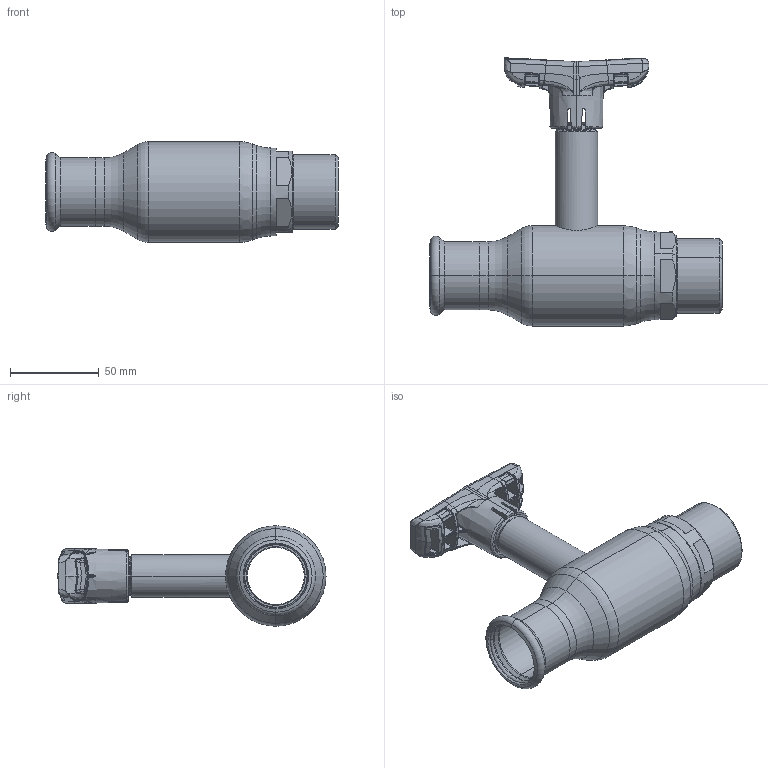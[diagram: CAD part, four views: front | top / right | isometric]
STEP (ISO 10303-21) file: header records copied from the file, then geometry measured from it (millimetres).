
FILE_DESCRIPTION (( 'STEP AP214' ), '1' );
FILE_NAME ('1032001201-1400.step', '2024-01-16T11:07:43', ( '' ), ( '' ), 'SwSTEP 2.0', 'SolidWorks 2021', '' );
FILE_SCHEMA (( 'AUTOMOTIVE_DESIGN' ));
Length unit declared in the file: millimetre
Products named in the file (1): 1032001201-1400
Bounding box: 164.5 x 150.78 x 56.5 mm (x, y, z)
Surface area: 53495.3 mm2 (no closed solid volume)
Topology: 0 solids, 7 shells, 587 faces, 1965 edges, 1291 vertices
Faces by surface type: bspline 454, plane 54, cylinder 28, cone 26, torus 23, sphere 2
Entity records: 55528 total; most frequent: CARTESIAN_POINT 36693, ORIENTED_EDGE 3176, EDGE_CURVE 1953, B_SPLINE_CURVE_WITH_KNOTS 1385, VERTEX_POINT 1288, DIRECTION 1228, EDGE_LOOP 597, UNCERTAINTY_MEASURE_WITH_UNIT 586
